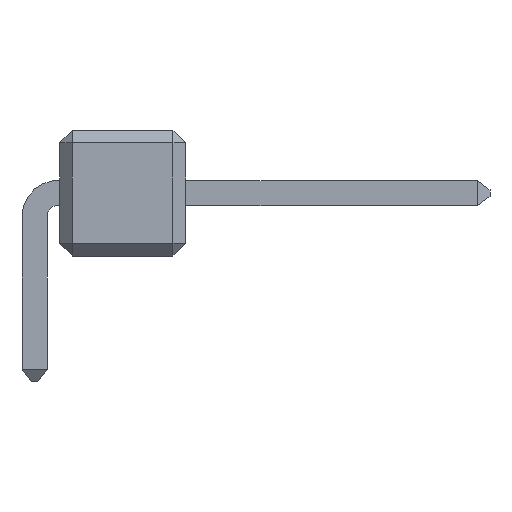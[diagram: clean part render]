
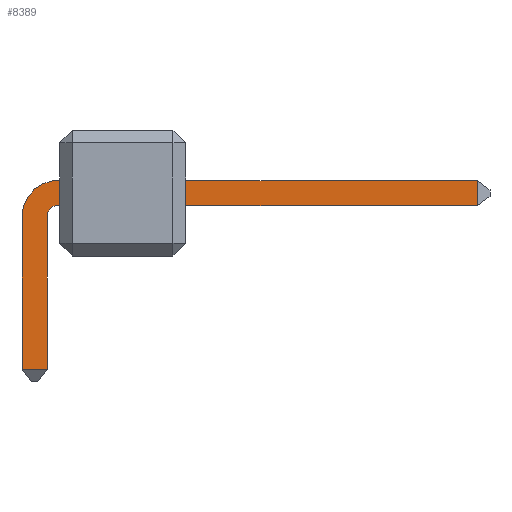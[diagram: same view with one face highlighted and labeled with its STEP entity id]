
A CAD part, left-side view. The second image highlights one B-rep face of the part: STEP entity #8389.
In plain terms, the highlighted planar face has unit normal (-1, 0, 0).
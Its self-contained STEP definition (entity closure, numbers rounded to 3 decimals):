
#8389=ADVANCED_FACE('',(#8427),#8429,.T.);
#8427=FACE_BOUND('',#8428,.T.);
#8428=EDGE_LOOP('',(#8857,#8858,#8859,#8860,#8861,#8862,#8863,#8864,#8865,#8866,
#8867,#8868,#8869,#8870,#8871,#8872,#8873,#8874));
#8429=PLANE('',#8430);
#8430=AXIS2_PLACEMENT_3D('',#8431,#8432,#8433);
#8431=CARTESIAN_POINT('',(4.826,0.,0.));
#8432=DIRECTION('',(-1.,0.,0.));
#8433=DIRECTION('',(0.,0.,1.));
#8857=ORIENTED_EDGE('',*,*,#9179,.T.);
#8858=ORIENTED_EDGE('',*,*,#9180,.T.);
#8859=ORIENTED_EDGE('',*,*,#9181,.T.);
#8860=ORIENTED_EDGE('',*,*,#9182,.T.);
#8861=ORIENTED_EDGE('',*,*,#9183,.T.);
#8862=ORIENTED_EDGE('',*,*,#9184,.T.);
#8863=ORIENTED_EDGE('',*,*,#9185,.T.);
#8864=ORIENTED_EDGE('',*,*,#9186,.T.);
#8865=ORIENTED_EDGE('',*,*,#9187,.T.);
#8866=ORIENTED_EDGE('',*,*,#9188,.T.);
#8867=ORIENTED_EDGE('',*,*,#9189,.T.);
#8868=ORIENTED_EDGE('',*,*,#9190,.T.);
#8869=ORIENTED_EDGE('',*,*,#9191,.T.);
#8870=ORIENTED_EDGE('',*,*,#9192,.T.);
#8871=ORIENTED_EDGE('',*,*,#9193,.T.);
#8872=ORIENTED_EDGE('',*,*,#9194,.T.);
#8873=ORIENTED_EDGE('',*,*,#9195,.T.);
#8874=ORIENTED_EDGE('',*,*,#9196,.T.);
#9179=EDGE_CURVE('',#9345,#9346,#9347,.T.);
#9180=EDGE_CURVE('',#9346,#9348,#9349,.T.);
#9181=EDGE_CURVE('',#9348,#9350,#9351,.T.);
#9182=EDGE_CURVE('',#9350,#9352,#9353,.T.);
#9183=EDGE_CURVE('',#9352,#9354,#9355,.T.);
#9184=EDGE_CURVE('',#9354,#9356,#9357,.T.);
#9185=EDGE_CURVE('',#9356,#9358,#9359,.T.);
#9186=EDGE_CURVE('',#9358,#9360,#9361,.T.);
#9187=EDGE_CURVE('',#9360,#9362,#9363,.T.);
#9188=EDGE_CURVE('',#9362,#9364,#9365,.T.);
#9189=EDGE_CURVE('',#9364,#9366,#9367,.T.);
#9190=EDGE_CURVE('',#9366,#9368,#9369,.T.);
#9191=EDGE_CURVE('',#9368,#9370,#9371,.T.);
#9192=EDGE_CURVE('',#9370,#9372,#9373,.T.);
#9193=EDGE_CURVE('',#9372,#9374,#9375,.T.);
#9194=EDGE_CURVE('',#9374,#9376,#9377,.T.);
#9195=EDGE_CURVE('',#9376,#9378,#9379,.T.);
#9196=EDGE_CURVE('',#9378,#9345,#9380,.T.);
#9345=VERTEX_POINT('',#9511);
#9346=VERTEX_POINT('',#9512);
#9347=LINE('',#9513,#9514);
#9348=VERTEX_POINT('',#9516);
#9349=LINE('',#9517,#9518);
#9350=VERTEX_POINT('',#9520);
#9351=LINE('',#9521,#9522);
#9352=VERTEX_POINT('',#9524);
#9353=LINE('',#9525,#9526);
#9354=VERTEX_POINT('',#9528);
#9355=LINE('',#9529,#9530);
#9356=VERTEX_POINT('',#9532);
#9357=LINE('',#9533,#9534);
#9358=VERTEX_POINT('',#9536);
#9359=LINE('',#9537,#9538);
#9360=VERTEX_POINT('',#9540);
#9361=LINE('',#9541,#9542);
#9362=VERTEX_POINT('',#9544);
#9363=LINE('',#9545,#9546);
#9364=VERTEX_POINT('',#9548);
#9365=LINE('',#9549,#9550);
#9366=VERTEX_POINT('',#9552);
#9367=LINE('',#9553,#9554);
#9368=VERTEX_POINT('',#9556);
#9369=LINE('',#9557,#9558);
#9370=VERTEX_POINT('',#9560);
#9371=LINE('',#9561,#9562);
#9372=VERTEX_POINT('',#9564);
#9373=LINE('',#9565,#9566);
#9374=VERTEX_POINT('',#9568);
#9375=LINE('',#9569,#9570);
#9376=VERTEX_POINT('',#9572);
#9377=LINE('',#9573,#9574);
#9378=VERTEX_POINT('',#9576);
#9379=LINE('',#9577,#9578);
#9380=LINE('',#9580,#9581);
#9511=CARTESIAN_POINT('',(4.826,-0.546,1.016));
#9512=CARTESIAN_POINT('',(4.826,-8.941,1.016));
#9513=CARTESIAN_POINT('',(4.826,-0.546,1.016));
#9514=VECTOR('',#9515,1.);
#9515=DIRECTION('',(0.,-1.,0.));
#9516=CARTESIAN_POINT('',(4.826,-8.941,1.524));
#9517=CARTESIAN_POINT('',(4.826,-8.941,1.016));
#9518=VECTOR('',#9519,1.);
#9519=DIRECTION('',(0.,0.,1.));
#9520=CARTESIAN_POINT('',(4.826,-0.546,1.524));
#9521=CARTESIAN_POINT('',(4.826,-8.941,1.524));
#9522=VECTOR('',#9523,1.);
#9523=DIRECTION('',(0.,1.,0.));
#9524=CARTESIAN_POINT('',(4.826,-0.353,1.515));
#9525=CARTESIAN_POINT('',(4.826,-0.546,1.524));
#9526=VECTOR('',#9527,1.);
#9527=DIRECTION('',(0.,0.999,-0.045));
#9528=CARTESIAN_POINT('',(4.826,-0.169,1.457));
#9529=CARTESIAN_POINT('',(4.826,-0.353,1.515));
#9530=VECTOR('',#9531,1.);
#9531=DIRECTION('',(0.,0.953,-0.302));
#9532=CARTESIAN_POINT('',(4.826,-0.007,1.353));
#9533=CARTESIAN_POINT('',(4.826,-0.169,1.457));
#9534=VECTOR('',#9535,1.);
#9535=DIRECTION('',(0.,0.843,-0.538));
#9536=CARTESIAN_POINT('',(4.826,0.124,1.211));
#9537=CARTESIAN_POINT('',(4.826,-0.007,1.353));
#9538=VECTOR('',#9539,1.);
#9539=DIRECTION('',(0.,0.675,-0.738));
#9540=CARTESIAN_POINT('',(4.826,0.212,1.04));
#9541=CARTESIAN_POINT('',(4.826,0.124,1.211));
#9542=VECTOR('',#9543,1.);
#9543=DIRECTION('',(0.,0.461,-0.888));
#9544=CARTESIAN_POINT('',(4.826,0.254,0.851));
#9545=CARTESIAN_POINT('',(4.826,0.212,1.04));
#9546=VECTOR('',#9547,1.);
#9547=DIRECTION('',(0.,0.215,-0.977));
#9548=CARTESIAN_POINT('',(4.826,0.254,-2.286));
#9549=CARTESIAN_POINT('',(4.826,0.254,0.851));
#9550=VECTOR('',#9551,1.);
#9551=DIRECTION('',(0.,0.,-1.));
#9552=CARTESIAN_POINT('',(4.826,-0.254,-2.286));
#9553=CARTESIAN_POINT('',(4.826,0.254,-2.286));
#9554=VECTOR('',#9555,1.);
#9555=DIRECTION('',(0.,-1.,0.));
#9556=CARTESIAN_POINT('',(4.826,-0.254,0.851));
#9557=CARTESIAN_POINT('',(4.826,-0.254,-2.286));
#9558=VECTOR('',#9559,1.);
#9559=DIRECTION('',(0.,0.,1.));
#9560=CARTESIAN_POINT('',(4.826,-0.278,0.908));
#9561=CARTESIAN_POINT('',(4.826,-0.254,0.851));
#9562=VECTOR('',#9563,1.);
#9563=DIRECTION('',(0.,-0.391,0.92));
#9564=CARTESIAN_POINT('',(4.826,-0.316,0.957));
#9565=CARTESIAN_POINT('',(4.826,-0.278,0.908));
#9566=VECTOR('',#9567,1.);
#9567=DIRECTION('',(0.,-0.616,0.788));
#9568=CARTESIAN_POINT('',(4.826,-0.366,0.994));
#9569=CARTESIAN_POINT('',(4.826,-0.316,0.957));
#9570=VECTOR('',#9571,1.);
#9571=DIRECTION('',(0.,-0.799,0.601));
#9572=CARTESIAN_POINT('',(4.826,-0.423,1.017));
#9573=CARTESIAN_POINT('',(4.826,-0.366,0.994));
#9574=VECTOR('',#9575,1.);
#9575=DIRECTION('',(0.,-0.927,0.374));
#9576=CARTESIAN_POINT('',(4.826,-0.485,1.025));
#9577=CARTESIAN_POINT('',(4.826,-0.423,1.017));
#9578=VECTOR('',#9579,1.);
#9579=DIRECTION('',(0.,-0.993,0.121));
#9580=CARTESIAN_POINT('',(4.826,-0.485,1.025));
#9581=VECTOR('',#9582,1.);
#9582=DIRECTION('',(0.,-0.99,-0.14));
